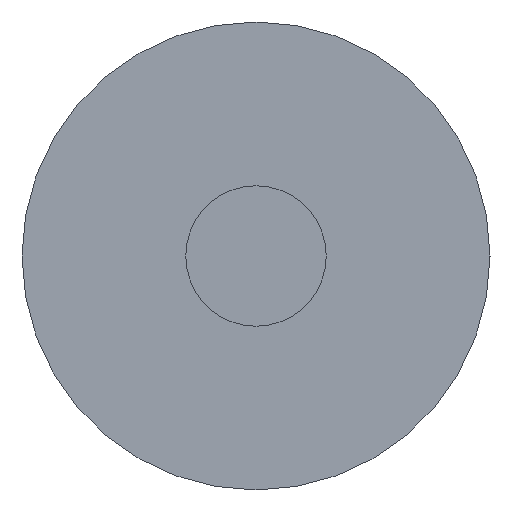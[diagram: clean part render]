
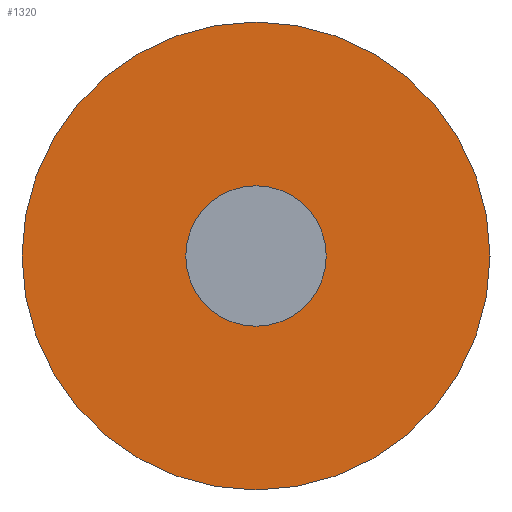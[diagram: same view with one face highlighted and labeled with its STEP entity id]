
A CAD part, left-side view. The second image highlights one B-rep face of the part: STEP entity #1320.
In plain terms, the highlighted planar face has unit normal (-1, 0, 0).
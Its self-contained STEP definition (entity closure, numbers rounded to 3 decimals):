
#100=CARTESIAN_POINT('',(0.,0.9,0.));
#110=VERTEX_POINT('',#100);
#160=CARTESIAN_POINT('',(0.,0.,0.));
#170=DIRECTION('',(1.,0.,0.));
#180=DIRECTION('',(0.,-1.,0.));
#190=AXIS2_PLACEMENT_3D('',#160,#170,#180);
#200=CIRCLE('',#190,0.9);
#210=CARTESIAN_POINT('',(0.,-0.9,0.));
#220=VERTEX_POINT('',#210);
#230=EDGE_CURVE('',#110,#220,#200,.T.);
#790=CARTESIAN_POINT('',(0.,-3.,0.));
#800=VERTEX_POINT('',#790);
#960=CARTESIAN_POINT('',(0.,3.,0.));
#970=VERTEX_POINT('',#960);
#1000=CARTESIAN_POINT('',(0.,0.,0.));
#1010=DIRECTION('',(1.,0.,0.));
#1020=DIRECTION('',(0.,1.,0.));
#1030=AXIS2_PLACEMENT_3D('',#1000,#1010,#1020);
#1040=CIRCLE('',#1030,3.);
#1050=EDGE_CURVE('',#800,#970,#1040,.T.);
#1170=CARTESIAN_POINT('',(0.,2.05,0.));
#1180=DIRECTION('',(-1.,0.,0.));
#1190=DIRECTION('',(0.,1.,0.));
#1200=AXIS2_PLACEMENT_3D('',#1170,#1180,#1190);
#1210=PLANE('',#1200);
#1220=EDGE_CURVE('',#220,#110,#200,.T.);
#1230=ORIENTED_EDGE('',*,*,#1220,.T.);
#1240=ORIENTED_EDGE('',*,*,#230,.T.);
#1250=EDGE_LOOP('',(#1240,#1230));
#1260=FACE_BOUND('',#1250,.T.);
#1270=EDGE_CURVE('',#970,#800,#1040,.T.);
#1280=ORIENTED_EDGE('',*,*,#1270,.F.);
#1290=ORIENTED_EDGE('',*,*,#1050,.F.);
#1300=EDGE_LOOP('',(#1290,#1280));
#1310=FACE_OUTER_BOUND('',#1300,.T.);
#1320=ADVANCED_FACE('',(#1260,#1310),#1210,.T.);
